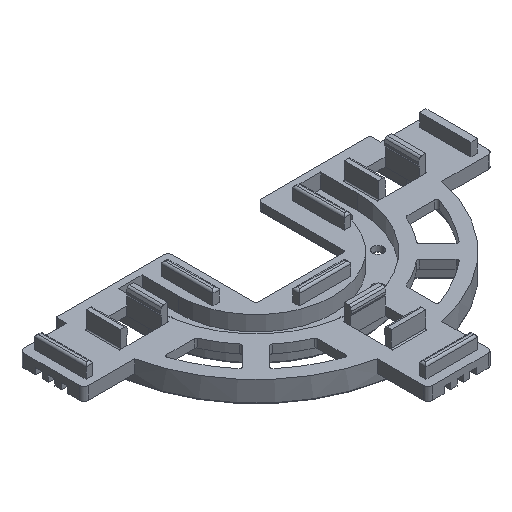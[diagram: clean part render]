
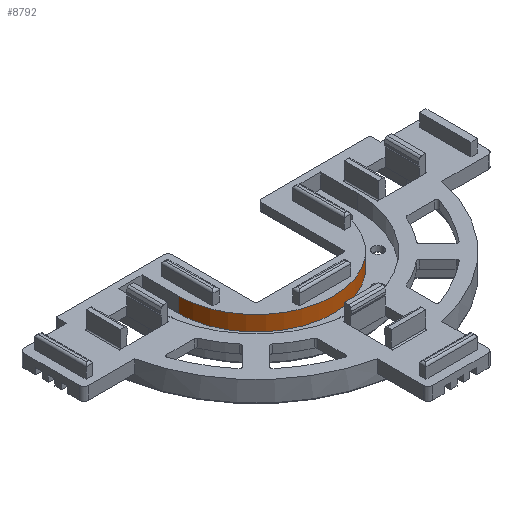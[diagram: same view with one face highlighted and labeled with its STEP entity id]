
A CAD part, isometric view. The second image highlights one B-rep face of the part: STEP entity #8792.
In plain terms, the highlighted cylindrical face has radius 18 mm (diameter 36 mm), a partial arc.
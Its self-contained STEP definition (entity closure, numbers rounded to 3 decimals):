
#1498 = VERTEX_POINT ( 'NONE', #10105 ) ;
#1567 = VERTEX_POINT ( 'NONE', #6854 ) ;
#1588 = VERTEX_POINT ( 'NONE', #6796 ) ;
#1687 = VERTEX_POINT ( 'NONE', #10443 ) ;
#2104 = CARTESIAN_POINT ( 'NONE',  ( -10.4, 10.4, -1.5 ) ) ;
#2105 = DIRECTION ( 'NONE',  ( 0., 0., 1. ) ) ;
#2106 = DIRECTION ( 'NONE',  ( 1., 0., 0. ) ) ;
#2112 = CARTESIAN_POINT ( 'NONE',  ( 7.6, 10.4, -1.5 ) ) ;
#2121 = DIRECTION ( 'NONE',  ( 0., 0., 1. ) ) ;
#2122 = CARTESIAN_POINT ( 'NONE',  ( -28.4, 10.4, -1.5 ) ) ;
#2123 = DIRECTION ( 'NONE',  ( 0., 0., 1. ) ) ;
#2150 = CARTESIAN_POINT ( 'NONE',  ( -10.4, 10.4, 2. ) ) ;
#2151 = DIRECTION ( 'NONE',  ( 0., 0., 1. ) ) ;
#2152 = DIRECTION ( 'NONE',  ( 1., 0., 0. ) ) ;
#2870 = CIRCLE ( 'NONE', #4592, 18. ) ;
#2875 = LINE ( 'NONE', #2112, #2887 ) ;
#2886 = LINE ( 'NONE', #2122, #2889 ) ;
#2887 = VECTOR ( 'NONE', #2121, 1000. ) ;
#2889 = VECTOR ( 'NONE', #2123, 1000. ) ;
#2912 = CIRCLE ( 'NONE', #4594, 18. ) ;
#3223 = ORIENTED_EDGE ( 'NONE', *, *, #10726, .T. ) ;
#3224 = ORIENTED_EDGE ( 'NONE', *, *, #10740, .F. ) ;
#3225 = ORIENTED_EDGE ( 'NONE', *, *, #10727, .F. ) ;
#3226 = ORIENTED_EDGE ( 'NONE', *, *, #10718, .T. ) ;
#3841 = EDGE_LOOP ( 'NONE', ( #3223, #3224, #3225, #3226 ) ) ;
#4592 = AXIS2_PLACEMENT_3D ( 'NONE', #2104, #2105, #2106 ) ;
#4594 = AXIS2_PLACEMENT_3D ( 'NONE', #2150, #2151, #2152 ) ;
#5797 = FACE_OUTER_BOUND ( 'NONE', #3841, .T. ) ;
#5806 = CYLINDRICAL_SURFACE ( 'NONE', #7839, 18. ) ;
#6796 = CARTESIAN_POINT ( 'NONE',  ( 7.6, 10.4, 2. ) ) ;
#6854 = CARTESIAN_POINT ( 'NONE',  ( -28.4, 10.4, 2. ) ) ;
#7839 = AXIS2_PLACEMENT_3D ( 'NONE', #9381, #9380, #9378 ) ;
#8792 = ADVANCED_FACE ( 'NONE', ( #5797 ), #5806, .T. ) ;
#9378 = DIRECTION ( 'NONE',  ( 1., 0., 0. ) ) ;
#9380 = DIRECTION ( 'NONE',  ( 0., 0., 1. ) ) ;
#9381 = CARTESIAN_POINT ( 'NONE',  ( -10.4, 10.4, -1.5 ) ) ;
#10105 = CARTESIAN_POINT ( 'NONE',  ( -28.4, 10.4, -1.5 ) ) ;
#10443 = CARTESIAN_POINT ( 'NONE',  ( 7.6, 10.4, -1.5 ) ) ;
#10718 = EDGE_CURVE ( 'NONE', #1498, #1687, #2870, .T. ) ;
#10726 = EDGE_CURVE ( 'NONE', #1687, #1588, #2875, .T. ) ;
#10727 = EDGE_CURVE ( 'NONE', #1498, #1567, #2886, .T. ) ;
#10740 = EDGE_CURVE ( 'NONE', #1567, #1588, #2912, .T. ) ;
